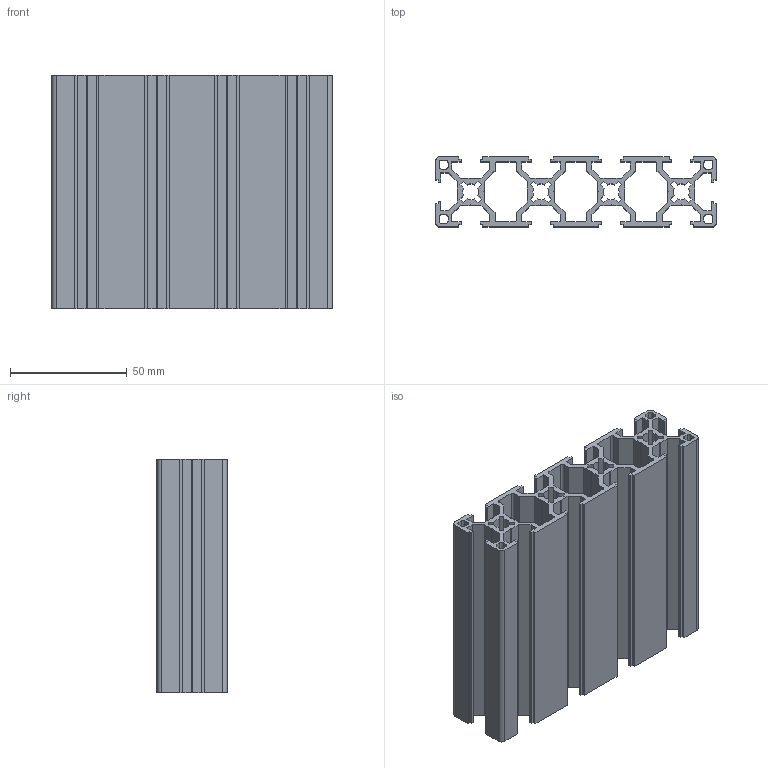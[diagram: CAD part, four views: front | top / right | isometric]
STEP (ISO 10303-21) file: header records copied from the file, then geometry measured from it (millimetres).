
FILE_DESCRIPTION(/* description */ (''),/* implementation_level */ '2;1');
FILE_NAME(/* name */ 'HW332NRC-T-SLOT 30120 - Natural Anodized.step',/* time_stamp */ '2022-10-11T10:09:35+01:00',/* author */ (''),/* organization */ (''),/* preprocessor_version */ 'ST-DEVELOPER v19',/* originating_system */ 'Autodesk Translation Framework v11.7.0.108',/* authorisation */ '');
FILE_SCHEMA (('AUTOMOTIVE_DESIGN { 1 0 10303 214 3 1 1 }'));
Length unit declared in the file: millimetre
Products named in the file (1): HW332NRC
Bounding box: 120 x 30 x 100 mm (x, y, z)
Volume: 104703.7 mm3; surface area: 106155.2 mm2
Topology: 1 solids, 1 shells, 342 faces, 1020 edges, 680 vertices
Faces by surface type: plane 294, cylinder 48
Entity records: 11417 total; most frequent: CARTESIAN_POINT 2043, ORIENTED_EDGE 2040, DIRECTION 1802, EDGE_CURVE 1020, LINE 924, VECTOR 924, VERTEX_POINT 680, AXIS2_PLACEMENT_3D 439
